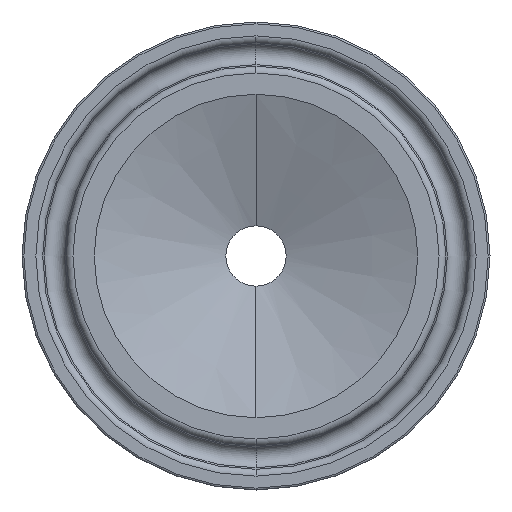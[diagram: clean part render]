
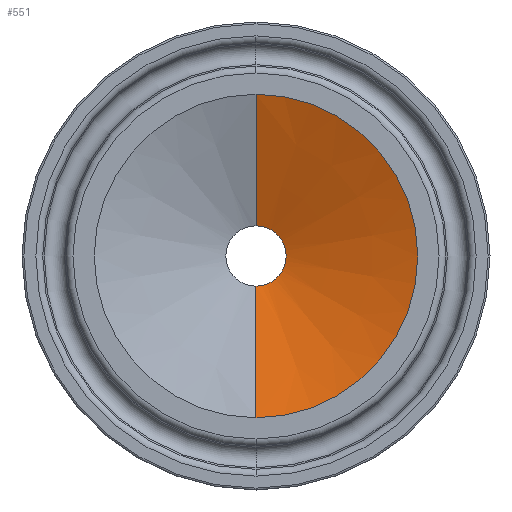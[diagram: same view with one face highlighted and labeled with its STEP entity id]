
A CAD part, left-side view. The second image highlights one B-rep face of the part: STEP entity #551.
In plain terms, the highlighted conical face has half-angle 69.994 degrees and reference radius 17.45 mm.
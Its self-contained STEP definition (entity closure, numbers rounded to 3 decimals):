
#3 = EDGE_CURVE ( 'NONE', #1100, #702, #555, .T. ) ;
#32 = CIRCLE ( 'NONE', #553, 17.45 ) ;
#47 = CARTESIAN_POINT ( 'NONE',  ( 0., 0., 17.45 ) ) ;
#67 = DIRECTION ( 'NONE',  ( 1., 0., 0. ) ) ;
#86 = CARTESIAN_POINT ( 'NONE',  ( 5.17, 0., 3.25 ) ) ;
#88 = LINE ( 'NONE', #708, #714 ) ;
#235 = FACE_OUTER_BOUND ( 'NONE', #333, .T. ) ;
#283 = CARTESIAN_POINT ( 'NONE',  ( 5.17, 0., -3.25 ) ) ;
#333 = EDGE_LOOP ( 'NONE', ( #342, #508, #1082, #989 ) ) ;
#335 = DIRECTION ( 'NONE',  ( -1., 0., 0. ) ) ;
#342 = ORIENTED_EDGE ( 'NONE', *, *, #3, .T. ) ;
#404 = AXIS2_PLACEMENT_3D ( 'NONE', #592, #335, #430 ) ;
#430 = DIRECTION ( 'NONE',  ( 0., 0., 1. ) ) ;
#438 = DIRECTION ( 'NONE',  ( 0., 0., -1. ) ) ;
#504 = LINE ( 'NONE', #47, #739 ) ;
#508 = ORIENTED_EDGE ( 'NONE', *, *, #728, .T. ) ;
#524 = CARTESIAN_POINT ( 'NONE',  ( 0., 0., 0. ) ) ;
#551 = ADVANCED_FACE ( 'NONE', ( #235 ), #1130, .F. ) ;
#553 = AXIS2_PLACEMENT_3D ( 'NONE', #524, #67, #438 ) ;
#555 = CIRCLE ( 'NONE', #699, 3.25 ) ;
#579 = DIRECTION ( 'NONE',  ( 1., 0., 0. ) ) ;
#592 = CARTESIAN_POINT ( 'NONE',  ( 0., 0., 0. ) ) ;
#618 = EDGE_CURVE ( 'NONE', #1100, #1049, #504, .T. ) ;
#632 = EDGE_CURVE ( 'NONE', #1049, #1104, #32, .T. ) ;
#699 = AXIS2_PLACEMENT_3D ( 'NONE', #1030, #579, #942 ) ;
#702 = VERTEX_POINT ( 'NONE', #283 ) ;
#708 = CARTESIAN_POINT ( 'NONE',  ( 0., 0., -17.45 ) ) ;
#714 = VECTOR ( 'NONE', #983, 1000. ) ;
#728 = EDGE_CURVE ( 'NONE', #702, #1104, #88, .T. ) ;
#739 = VECTOR ( 'NONE', #770, 1000. ) ;
#770 = DIRECTION ( 'NONE',  ( -0.342, 0., 0.94 ) ) ;
#942 = DIRECTION ( 'NONE',  ( 0., 0., -1. ) ) ;
#979 = CARTESIAN_POINT ( 'NONE',  ( 0., 0., -17.45 ) ) ;
#983 = DIRECTION ( 'NONE',  ( -0.342, 0., -0.94 ) ) ;
#989 = ORIENTED_EDGE ( 'NONE', *, *, #618, .F. ) ;
#1030 = CARTESIAN_POINT ( 'NONE',  ( 5.17, 0., 0. ) ) ;
#1049 = VERTEX_POINT ( 'NONE', #1155 ) ;
#1082 = ORIENTED_EDGE ( 'NONE', *, *, #632, .F. ) ;
#1100 = VERTEX_POINT ( 'NONE', #86 ) ;
#1104 = VERTEX_POINT ( 'NONE', #979 ) ;
#1130 = CONICAL_SURFACE ( 'NONE', #404, 17.45, 1.222 ) ;
#1155 = CARTESIAN_POINT ( 'NONE',  ( 0., 0., 17.45 ) ) ;
